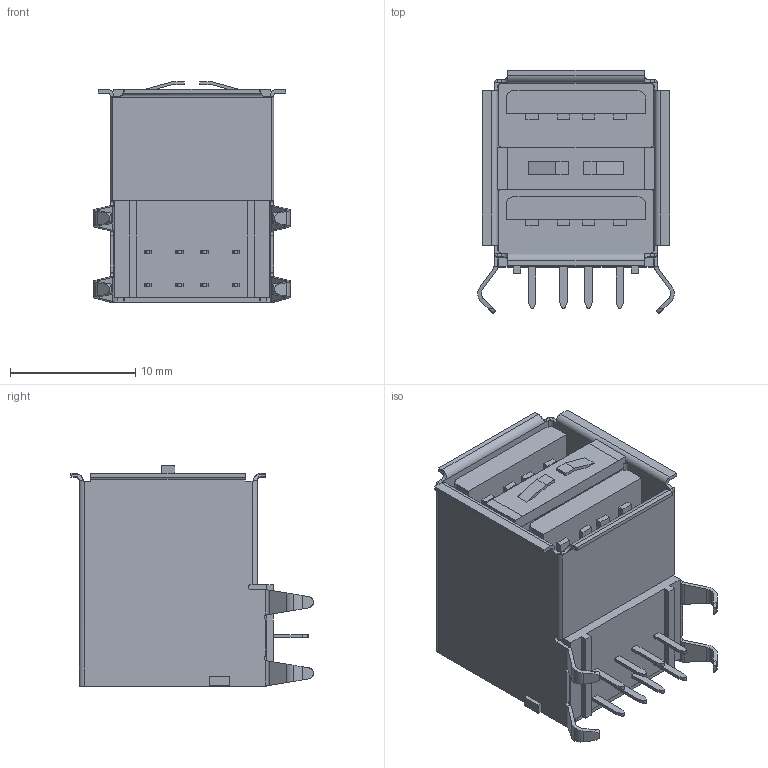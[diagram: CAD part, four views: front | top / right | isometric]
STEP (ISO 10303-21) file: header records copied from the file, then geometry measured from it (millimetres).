
FILE_DESCRIPTION(('STEP AP214'),'1');
FILE_NAME('14378.stp','2016-05-10T12:21:08',('TraceParts'),('TraceParts S.A.'),'Spatial InterOp 3D',' ',' ');
FILE_SCHEMA(('automotive_design'));
Length unit declared in the file: millimetre
Products named in the file (1): 1
Bounding box: 15.7 x 19.4 x 17.6 mm (x, y, z)
Volume: 2488.3 mm3; surface area: 2849 mm2
Topology: 1 solids, 1 shells, 334 faces, 954 edges, 634 vertices
Faces by surface type: plane 248, cylinder 86
Entity records: 21640 total; most frequent: CARTESIAN_POINT 2145, STYLED_ITEM 1922, PRESENTATION_STYLE_ASSIGNMENT 1922, COLOUR_RGB 1922, ORIENTED_EDGE 1908, DIRECTION 1794, EDGE_CURVE 954, CURVE_STYLE 954
